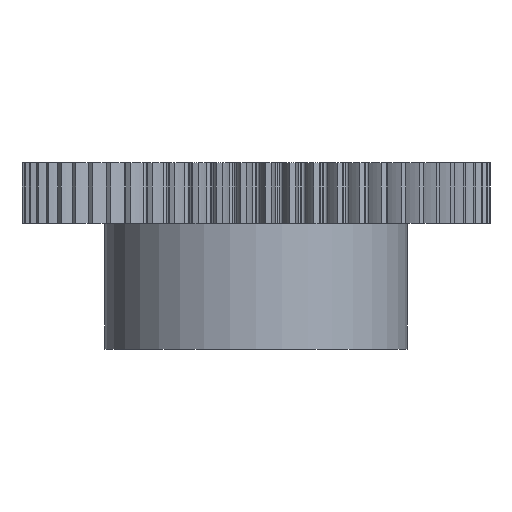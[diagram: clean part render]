
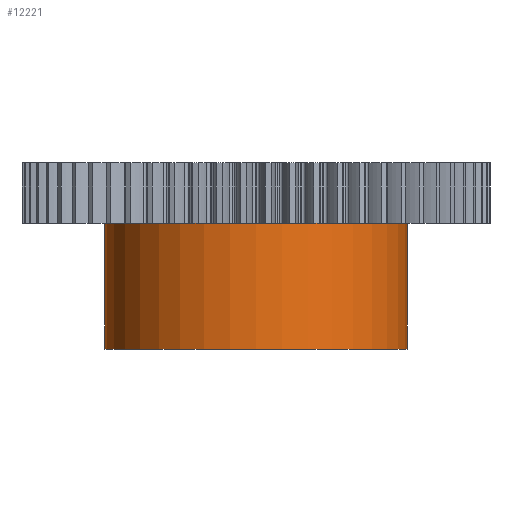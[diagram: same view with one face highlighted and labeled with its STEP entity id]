
A CAD part, front view. The second image highlights one B-rep face of the part: STEP entity #12221.
In plain terms, the highlighted cylindrical face has radius 30 mm (diameter 60 mm), a partial arc.
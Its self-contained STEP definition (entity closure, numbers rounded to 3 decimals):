
#156 = VERTEX_POINT ( 'NONE', #3731 ) ;
#158 = EDGE_CURVE ( 'NONE', #234, #156, #3738, .T. ) ;
#171 = EDGE_CURVE ( 'NONE', #237, #235, #3771, .T. ) ;
#234 = VERTEX_POINT ( 'NONE', #3646 ) ;
#235 = VERTEX_POINT ( 'NONE', #3640 ) ;
#237 = VERTEX_POINT ( 'NONE', #3635 ) ;
#1117 = EDGE_CURVE ( 'NONE', #235, #156, #5663, .T. ) ;
#3635 = CARTESIAN_POINT ( 'NONE',  ( -30., 0., -25. ) ) ;
#3640 = CARTESIAN_POINT ( 'NONE',  ( -30., 0., 0. ) ) ;
#3646 = CARTESIAN_POINT ( 'NONE',  ( 30., 0., -25. ) ) ;
#3721 = VECTOR ( 'NONE', #3740, 1000. ) ;
#3725 = VECTOR ( 'NONE', #3748, 1000. ) ;
#3731 = CARTESIAN_POINT ( 'NONE',  ( 30., 0., 0. ) ) ;
#3738 = LINE ( 'NONE', #3741, #3721 ) ;
#3740 = DIRECTION ( 'NONE',  ( 0., 0., 1. ) ) ;
#3741 = CARTESIAN_POINT ( 'NONE',  ( 30., 0., -25. ) ) ;
#3748 = DIRECTION ( 'NONE',  ( 0., 0., 1. ) ) ;
#3770 = CARTESIAN_POINT ( 'NONE',  ( -30., 0., -25. ) ) ;
#3771 = LINE ( 'NONE', #3770, #3725 ) ;
#5659 = DIRECTION ( 'NONE',  ( 1., 0., 0. ) ) ;
#5660 = DIRECTION ( 'NONE',  ( 0., 0., 1. ) ) ;
#5661 = CARTESIAN_POINT ( 'NONE',  ( 0., 0., 0. ) ) ;
#5662 = AXIS2_PLACEMENT_3D ( 'NONE', #5661, #5660, #5659 ) ;
#5663 = CIRCLE ( 'NONE', #5662, 30. ) ;
#6437 = DIRECTION ( 'NONE',  ( 1., 0., 0. ) ) ;
#6443 = DIRECTION ( 'NONE',  ( 1., 0., 0. ) ) ;
#6444 = DIRECTION ( 'NONE',  ( 0., 0., 1. ) ) ;
#6445 = CARTESIAN_POINT ( 'NONE',  ( 0., 0., -25. ) ) ;
#6446 = AXIS2_PLACEMENT_3D ( 'NONE', #6445, #6444, #6443 ) ;
#6447 = AXIS2_PLACEMENT_3D ( 'NONE', #6453, #6452, #6437 ) ;
#6452 = DIRECTION ( 'NONE',  ( 0., 0., 1. ) ) ;
#6453 = CARTESIAN_POINT ( 'NONE',  ( 0., 0., -25. ) ) ;
#6456 = CYLINDRICAL_SURFACE ( 'NONE', #6447, 30. ) ;
#6476 = CIRCLE ( 'NONE', #6446, 30. ) ;
#6496 = FACE_OUTER_BOUND ( 'NONE', #12220, .T. ) ;
#12211 = ORIENTED_EDGE ( 'NONE', *, *, #158, .T. ) ;
#12214 = ORIENTED_EDGE ( 'NONE', *, *, #1117, .F. ) ;
#12215 = EDGE_CURVE ( 'NONE', #237, #234, #6476, .T. ) ;
#12216 = ORIENTED_EDGE ( 'NONE', *, *, #171, .F. ) ;
#12220 = EDGE_LOOP ( 'NONE', ( #12216, #12222, #12211, #12214 ) ) ;
#12221 = ADVANCED_FACE ( 'NONE', ( #6496 ), #6456, .T. ) ;
#12222 = ORIENTED_EDGE ( 'NONE', *, *, #12215, .T. ) ;
